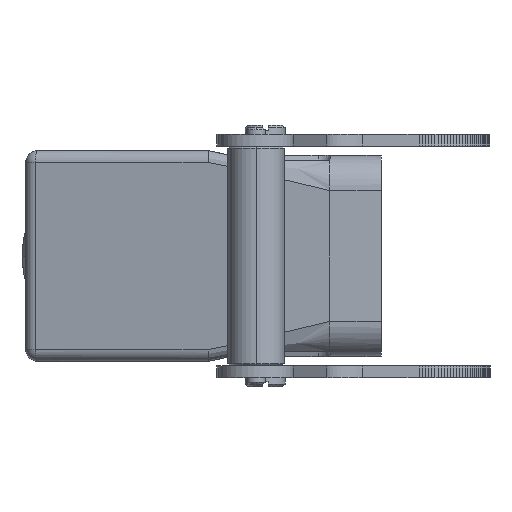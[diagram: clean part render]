
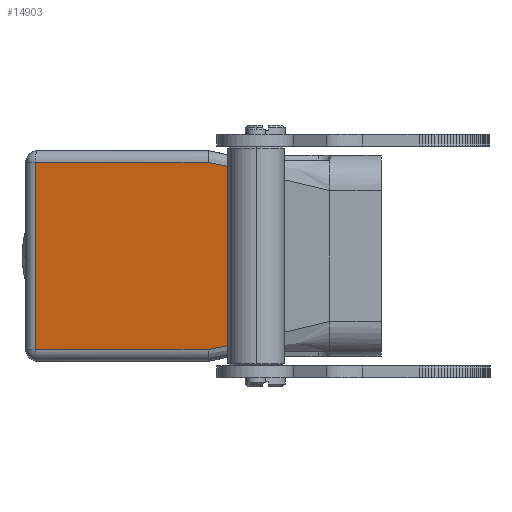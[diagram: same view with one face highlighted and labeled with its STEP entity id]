
A CAD part, left-side view. The second image highlights one B-rep face of the part: STEP entity #14903.
In plain terms, the highlighted planar face has unit normal (-0.982, 0.191, 0).
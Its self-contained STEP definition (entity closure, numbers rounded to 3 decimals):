
#2310=DIRECTION('',(-0.187,-0.963,-0.193));
#2311=VECTOR('',#2310,5.192);
#2312=CARTESIAN_POINT('',(-57.03,5.,20.));
#2313=LINE('',#2312,#2311);
#2314=DIRECTION('',(0.,0.,-1.));
#2315=VECTOR('',#2314,38.);
#2316=CARTESIAN_POINT('',(-58.002,-0.001,
19.));
#2317=LINE('',#2316,#2315);
#2318=DIRECTION('',(0.187,0.963,-0.193));
#2319=VECTOR('',#2318,5.192);
#2320=CARTESIAN_POINT('',(-58.002,-0.001,
-19.));
#2321=LINE('',#2320,#2319);
#2329=CARTESIAN_POINT('',(-57.03,5.,20.));
#2331=DIRECTION('',(0.191,0.982,0.));
#2332=VECTOR('',#2331,37.669);
#2333=CARTESIAN_POINT('',(-57.03,5.,20.));
#2334=LINE('',#2333,#2332);
#2359=DIRECTION('',(0.,0.,-1.));
#2360=VECTOR('',#2359,40.);
#2361=CARTESIAN_POINT('',(-49.843,41.977,20.));
#2362=LINE('',#2361,#2360);
#5489=DIRECTION('',(-0.191,-0.982,0.));
#5490=VECTOR('',#5489,37.669);
#5491=CARTESIAN_POINT('',(-49.843,41.977,
-20.));
#5492=LINE('',#5491,#5490);
#9781=VERTEX_POINT('',#2329);
#9782=CARTESIAN_POINT('',(-49.843,41.977,20.));
#9783=VERTEX_POINT('',#9782);
#9788=CARTESIAN_POINT('',(-49.843,41.977,
-20.));
#9789=VERTEX_POINT('',#9788);
#9818=CARTESIAN_POINT('',(-58.002,-0.001,
-19.));
#9819=CARTESIAN_POINT('',(-57.03,5.,
-20.));
#9820=VERTEX_POINT('',#9818);
#9821=VERTEX_POINT('',#9819);
#9823=CARTESIAN_POINT('',(-58.002,-0.001,
19.));
#9824=VERTEX_POINT('',#9823);
#14885=CARTESIAN_POINT('',(-49.68,42.817,
-20.8));
#14886=DIRECTION('',(-0.982,0.191,0.));
#14887=DIRECTION('',(-0.191,-0.982,0.));
#14888=AXIS2_PLACEMENT_3D('',#14885,#14886,#14887);
#14889=PLANE('',#14888);
#14891=ORIENTED_EDGE('',*,*,#14890,.F.);
#14893=ORIENTED_EDGE('',*,*,#14892,.T.);
#14894=ORIENTED_EDGE('',*,*,#14875,.T.);
#14896=ORIENTED_EDGE('',*,*,#14895,.T.);
#14898=ORIENTED_EDGE('',*,*,#14897,.F.);
#14900=ORIENTED_EDGE('',*,*,#14899,.F.);
#14901=EDGE_LOOP('',(#14891,#14893,#14894,#14896,#14898,#14900));
#14902=FACE_OUTER_BOUND('',#14901,.F.);
#14903=ADVANCED_FACE('',(#14902),#14889,.T.);
#14875=EDGE_CURVE('',#9824,#9820,#2317,.T.);
#14890=EDGE_CURVE('',#9781,#9783,#2334,.T.);
#14892=EDGE_CURVE('',#9781,#9824,#2313,.T.);
#14895=EDGE_CURVE('',#9820,#9821,#2321,.T.);
#14897=EDGE_CURVE('',#9789,#9821,#5492,.T.);
#14899=EDGE_CURVE('',#9783,#9789,#2362,.T.);
